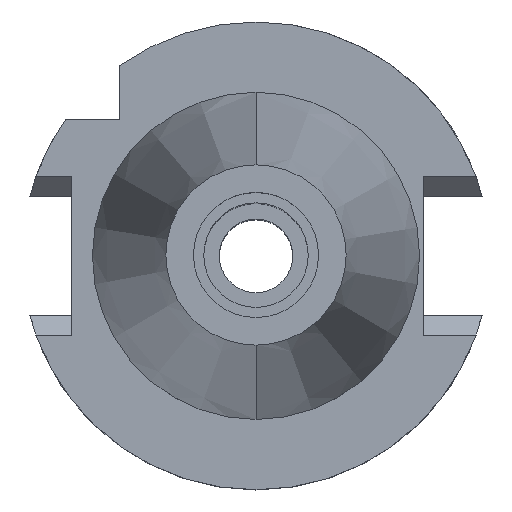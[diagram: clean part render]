
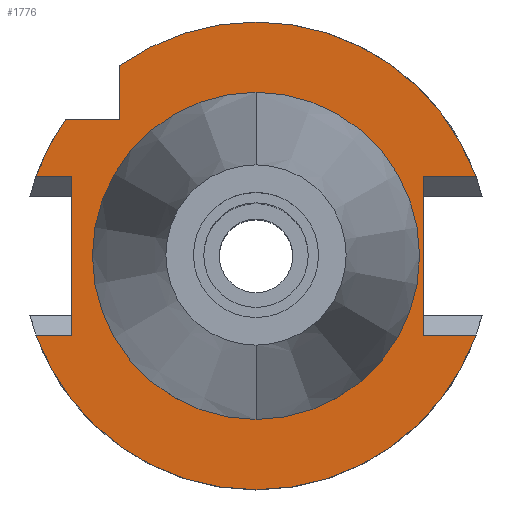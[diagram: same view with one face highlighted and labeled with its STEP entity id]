
A CAD part, top view. The second image highlights one B-rep face of the part: STEP entity #1776.
In plain terms, the highlighted planar face has unit normal (0, 0, 1).
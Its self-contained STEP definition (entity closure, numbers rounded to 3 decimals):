
#94=CARTESIAN_POINT('',(0.,0.,-1.));
#95=DIRECTION('',(0.,0.,-1.));
#96=DIRECTION('',(-0.582,0.813,0.));
#97=AXIS2_PLACEMENT_3D('',#94,#95,#96);
#102=CARTESIAN_POINT('',(0.,0.,-1.));
#103=DIRECTION('',(0.,0.,-1.));
#104=DIRECTION('',(0.,1.,0.));
#105=AXIS2_PLACEMENT_3D('',#102,#103,#104);
#110=DIRECTION('',(0.,-1.,0.));
#111=VECTOR('',#110,21.5);
#112=CARTESIAN_POINT('',(22.7,10.75,-1.));
#113=LINE('',#112,#111);
#117=DIRECTION('',(1.,0.,0.));
#118=VECTOR('',#117,7.201);
#119=CARTESIAN_POINT('',(22.7,-10.75,-1.));
#120=LINE('',#119,#118);
#124=CARTESIAN_POINT('',(0.,0.,-1.));
#125=DIRECTION('',(0.,0.,-1.));
#126=DIRECTION('',(0.941,-0.338,0.));
#127=AXIS2_PLACEMENT_3D('',#124,#125,#126);
#132=CARTESIAN_POINT('',(0.,0.,-1.));
#133=DIRECTION('',(0.,0.,-1.));
#134=DIRECTION('',(0.,-1.,0.));
#135=AXIS2_PLACEMENT_3D('',#132,#133,#134);
#140=DIRECTION('',(-1.,0.,0.));
#141=VECTOR('',#140,4.901);
#142=CARTESIAN_POINT('',(-25.,10.75,-1.));
#143=LINE('',#142,#141);
#147=CARTESIAN_POINT('',(0.,0.,-1.));
#148=DIRECTION('',(0.,0.,-1.));
#149=DIRECTION('',(-0.941,0.338,0.));
#150=AXIS2_PLACEMENT_3D('',#147,#148,#149);
#155=CARTESIAN_POINT('',(0.,0.,-1.));
#156=DIRECTION('',(0.,0.,1.));
#157=DIRECTION('',(0.,-1.,0.));
#158=AXIS2_PLACEMENT_3D('',#155,#156,#157);
#163=CARTESIAN_POINT('',(0.,0.,-1.));
#164=DIRECTION('',(0.,0.,1.));
#165=DIRECTION('',(0.,1.,0.));
#166=AXIS2_PLACEMENT_3D('',#163,#164,#165);
#188=DIRECTION('',(0.,-1.,0.));
#189=VECTOR('',#188,7.334);
#190=CARTESIAN_POINT('',(-18.5,25.834,-1.));
#191=LINE('',#190,#189);
#301=DIRECTION('',(-1.,0.,0.));
#302=VECTOR('',#301,7.334);
#303=CARTESIAN_POINT('',(-18.5,18.5,-1.));
#304=LINE('',#303,#302);
#354=DIRECTION('',(0.,-1.,0.));
#355=VECTOR('',#354,21.5);
#356=CARTESIAN_POINT('',(-25.,10.75,-1.));
#357=LINE('',#356,#355);
#523=DIRECTION('',(-1.,0.,0.));
#524=VECTOR('',#523,4.901);
#525=CARTESIAN_POINT('',(-25.,-10.75,-1.));
#526=LINE('',#525,#524);
#533=CARTESIAN_POINT('',(-29.901,-10.75,-1.));
#822=DIRECTION('',(1.,0.,0.));
#823=VECTOR('',#822,7.201);
#824=CARTESIAN_POINT('',(22.7,10.75,-1.));
#825=LINE('',#824,#823);
#846=CARTESIAN_POINT('',(29.901,10.75,-1.));
#1509=CARTESIAN_POINT('',(22.7,-10.75,-1.));
#1510=VERTEX_POINT('',#1509);
#1511=CARTESIAN_POINT('',(22.7,10.75,-1.));
#1512=VERTEX_POINT('',#1511);
#1549=CARTESIAN_POINT('',(-18.5,25.834,-1.));
#1550=VERTEX_POINT('',#1549);
#1551=CARTESIAN_POINT('',(-18.5,18.5,-1.));
#1552=VERTEX_POINT('',#1551);
#1582=CARTESIAN_POINT('',(-25.,10.75,-1.));
#1583=VERTEX_POINT('',#1582);
#1584=CARTESIAN_POINT('',(-25.,-10.75,-1.));
#1585=VERTEX_POINT('',#1584);
#1642=VERTEX_POINT('',#533);
#1643=CARTESIAN_POINT('',(0.,-31.775,-1.));
#1644=VERTEX_POINT('',#1643);
#1645=CARTESIAN_POINT('',(29.901,-10.75,-1.));
#1646=VERTEX_POINT('',#1645);
#1650=VERTEX_POINT('',#846);
#1651=CARTESIAN_POINT('',(0.,31.775,-1.));
#1652=VERTEX_POINT('',#1651);
#1653=CARTESIAN_POINT('',(-25.834,18.5,-1.));
#1654=VERTEX_POINT('',#1653);
#1655=CARTESIAN_POINT('',(-29.901,10.75,-1.));
#1656=VERTEX_POINT('',#1655);
#1657=CARTESIAN_POINT('',(0.,-22.225,-1.));
#1658=CARTESIAN_POINT('',(0.,22.225,-1.));
#1659=VERTEX_POINT('',#1657);
#1660=VERTEX_POINT('',#1658);
#1739=CARTESIAN_POINT('',(0.,0.,-1.));
#1740=DIRECTION('',(0.,0.,-1.));
#1741=DIRECTION('',(0.,-1.,0.));
#1742=AXIS2_PLACEMENT_3D('',#1739,#1740,#1741);
#1743=PLANE('',#1742);
#1745=ORIENTED_EDGE('',*,*,#1744,.F.);
#1747=ORIENTED_EDGE('',*,*,#1746,.T.);
#1749=ORIENTED_EDGE('',*,*,#1748,.T.);
#1751=ORIENTED_EDGE('',*,*,#1750,.F.);
#1753=ORIENTED_EDGE('',*,*,#1752,.T.);
#1755=ORIENTED_EDGE('',*,*,#1754,.T.);
#1757=ORIENTED_EDGE('',*,*,#1756,.T.);
#1759=ORIENTED_EDGE('',*,*,#1758,.T.);
#1761=ORIENTED_EDGE('',*,*,#1760,.F.);
#1763=ORIENTED_EDGE('',*,*,#1762,.F.);
#1765=ORIENTED_EDGE('',*,*,#1764,.T.);
#1767=ORIENTED_EDGE('',*,*,#1766,.T.);
#1769=ORIENTED_EDGE('',*,*,#1768,.F.);
#1770=EDGE_LOOP('',(#1745,#1747,#1749,#1751,#1753,#1755,#1757,#1759,#1761,#1763,
#1765,#1767,#1769));
#1771=FACE_OUTER_BOUND('',#1770,.F.);
#1772=ORIENTED_EDGE('',*,*,#1718,.T.);
#1773=ORIENTED_EDGE('',*,*,#1734,.T.);
#1774=EDGE_LOOP('',(#1772,#1773));
#1775=FACE_BOUND('',#1774,.F.);
#98=CIRCLE('',#97,31.775);
#106=CIRCLE('',#105,31.775);
#128=CIRCLE('',#127,31.775);
#136=CIRCLE('',#135,31.775);
#151=CIRCLE('',#150,31.775);
#159=CIRCLE('',#158,22.225);
#167=CIRCLE('',#166,22.225);
#1718=EDGE_CURVE('',#1659,#1660,#159,.T.);
#1734=EDGE_CURVE('',#1660,#1659,#167,.T.);
#1744=EDGE_CURVE('',#1550,#1552,#191,.T.);
#1746=EDGE_CURVE('',#1550,#1652,#98,.T.);
#1748=EDGE_CURVE('',#1652,#1650,#106,.T.);
#1750=EDGE_CURVE('',#1512,#1650,#825,.T.);
#1752=EDGE_CURVE('',#1512,#1510,#113,.T.);
#1754=EDGE_CURVE('',#1510,#1646,#120,.T.);
#1756=EDGE_CURVE('',#1646,#1644,#128,.T.);
#1758=EDGE_CURVE('',#1644,#1642,#136,.T.);
#1760=EDGE_CURVE('',#1585,#1642,#526,.T.);
#1762=EDGE_CURVE('',#1583,#1585,#357,.T.);
#1764=EDGE_CURVE('',#1583,#1656,#143,.T.);
#1766=EDGE_CURVE('',#1656,#1654,#151,.T.);
#1768=EDGE_CURVE('',#1552,#1654,#304,.T.);
#1776=ADVANCED_FACE('',(#1771,#1775),#1743,.F.);
